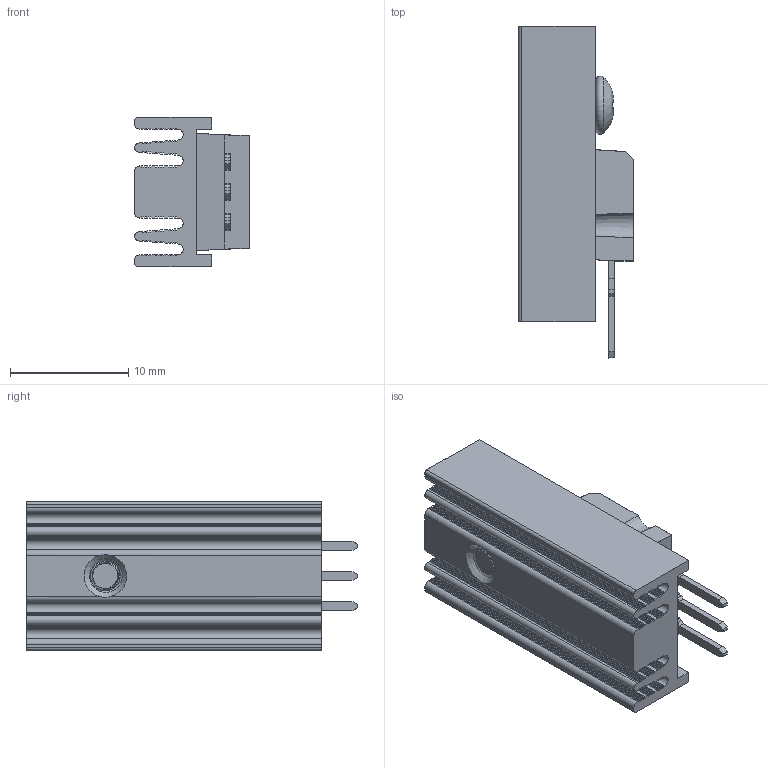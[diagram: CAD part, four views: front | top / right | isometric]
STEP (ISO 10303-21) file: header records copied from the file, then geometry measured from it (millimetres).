
FILE_DESCRIPTION(/* description */ (''),/* implementation_level */ '2;1');
FILE_NAME(/* name */ 'LM7805 Black Heatsink 25 x 12.6 x 6.5 mm. Hole at 18.3mm.stp',/* time_stamp */ '2022-06-02T11:03:01+02:00',/* author */ ('JOSE LUIS'),/* organization */ (''),/* preprocessor_version */ 'ST-DEVELOPER v18',/* originating_system */ 'Autodesk Inventor 2020',/* authorisation */ '');
FILE_SCHEMA (('AUTOMOTIVE_DESIGN { 1 0 10303 214 3 1 1 }'));
Products named in the file (7): LM7805 Black Heatsink 25 x 12.6 x 6.5 mm. Hole at 18.3mm; Black Heatsink - Dimensions 25 x 12.6 x 6.5 mm. Hole at 18.3mm; Black Heatsink - Dimensions 25 x 12.6 x 6.5 mm. Hole at 18.3mm.ipt; LM7805; LM7805.ipt; M3 Screw; M3 Screw.ipt
Assembly tree (6 placements, depth 3):
  LM7805 Black Heatsink 25 x 12.6 x 6.5 mm. Hole at 18.3mm
    Black Heatsink - Dimensions 25 x 12.6 x 6.5 mm. Hole at 18.3mm
      Black Heatsink - Dimensions 25 x 12.6 x 6.5 mm. Hole at 18.3mm.ipt
    LM7805
      LM7805.ipt
    M3 Screw
      M3 Screw.ipt
Bounding box: 9.7 x 28.05 x 12.6 mm (x, y, z)
Volume: 1760 mm3; surface area: 3031.1 mm2
Topology: 3 solids, 3 shells, 1863 faces, 4442 edges, 2599 vertices
Faces by surface type: plane 1495, cylinder 235, sphere 54, bspline 36, cone 35, torus 8
Full cylindrical faces by diameter (mm): 0.45 x1, 1.4 x1, 2.5 x29, 2.8 x1
Entity records: 58517 total; most frequent: CARTESIAN_POINT 14232, ORIENTED_EDGE 8884, DIRECTION 8313, EDGE_CURVE 4442, LINE 3773, VECTOR 3773, VERTEX_POINT 2599, AXIS2_PLACEMENT_3D 2270
